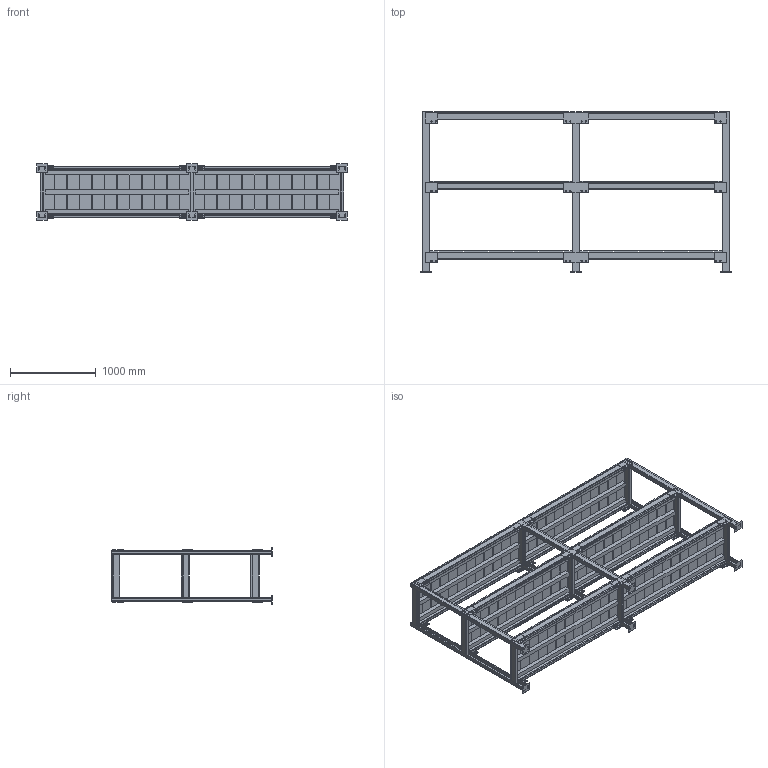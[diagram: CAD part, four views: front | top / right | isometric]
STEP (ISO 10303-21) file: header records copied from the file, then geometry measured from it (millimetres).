
FILE_DESCRIPTION (( 'STEP AP214' ), '1' );
FILE_NAME ('Modular Rack HAndry.STEP', '2021-07-13T14:26:55', ( '' ), ( '' ), 'SwSTEP 2.0', 'SolidWorks 2019', '' );
FILE_SCHEMA (( 'AUTOMOTIVE_DESIGN' ));
Length unit declared in the file: millimetre
Products named in the file (56): Bolt Asm^Rack SNL 07-2021-ASM; hex nut gradec_din_Hexagon Nut ISO 4034 - M8 - N; IntermediatePanel; Board; SidePanel; 1665 Ledger; hex screw gradec_din_DIN EN 24018 - M8 x 30-WN; Modular Rack HAndry; plain washer grade c_din_Washer DIN 126 - 9
Assembly tree (213 placements, depth 3):
  Modular Rack HAndry
    IntermediatePanel
    Board  x6
    SidePanel  x2
    1665 Ledger  x12
    Bolt Asm^Rack SNL 07-2021-ASM
      hex screw gradec_din_DIN EN 24018 - M8 x 30-WN
      plain washer grade c_din_Washer DIN 126 - 9
      hex nut gradec_din_Hexagon Nut ISO 4034 - M8 - N
    Bolt Asm^Rack SNL 07-2021-ASM
      hex screw gradec_din_DIN EN 24018 - M8 x 30-WN
      plain washer grade c_din_Washer DIN 126 - 9
      hex nut gradec_din_Hexagon Nut ISO 4034 - M8 - N
    Bolt Asm^Rack SNL 07-2021-ASM
      hex screw gradec_din_DIN EN 24018 - M8 x 30-WN
      plain washer grade c_din_Washer DIN 126 - 9
      hex nut gradec_din_Hexagon Nut ISO 4034 - M8 - N
    Bolt Asm^Rack SNL 07-2021-ASM
      hex screw gradec_din_DIN EN 24018 - M8 x 30-WN
      plain washer grade c_din_Washer DIN 126 - 9
      hex nut gradec_din_Hexagon Nut ISO 4034 - M8 - N
    Bolt Asm^Rack SNL 07-2021-ASM
      hex screw gradec_din_DIN EN 24018 - M8 x 30-WN
      plain washer grade c_din_Washer DIN 126 - 9
      hex nut gradec_din_Hexagon Nut ISO 4034 - M8 - N
    Bolt Asm^Rack SNL 07-2021-ASM
      hex screw gradec_din_DIN EN 24018 - M8 x 30-WN
      plain washer grade c_din_Washer DIN 126 - 9
      hex nut gradec_din_Hexagon Nut ISO 4034 - M8 - N
    Bolt Asm^Rack SNL 07-2021-ASM
      hex screw gradec_din_DIN EN 24018 - M8 x 30-WN
      plain washer grade c_din_Washer DIN 126 - 9
      hex nut gradec_din_Hexagon Nut ISO 4034 - M8 - N
    Bolt Asm^Rack SNL 07-2021-ASM
      hex screw gradec_din_DIN EN 24018 - M8 x 30-WN
      plain washer grade c_din_Washer DIN 126 - 9
      hex nut gradec_din_Hexagon Nut ISO 4034 - M8 - N
    Bolt Asm^Rack SNL 07-2021-ASM
      hex screw gradec_din_DIN EN 24018 - M8 x 30-WN
      plain washer grade c_din_Washer DIN 126 - 9
      hex nut gradec_din_Hexagon Nut ISO 4034 - M8 - N
    Bolt Asm^Rack SNL 07-2021-ASM
      hex screw gradec_din_DIN EN 24018 - M8 x 30-WN
      plain washer grade c_din_Washer DIN 126 - 9
      hex nut gradec_din_Hexagon Nut ISO 4034 - M8 - N
    Bolt Asm^Rack SNL 07-2021-ASM
      hex screw gradec_din_DIN EN 24018 - M8 x 30-WN
      plain washer grade c_din_Washer DIN 126 - 9
      hex nut gradec_din_Hexagon Nut ISO 4034 - M8 - N
    Bolt Asm^Rack SNL 07-2021-ASM
      hex screw gradec_din_DIN EN 24018 - M8 x 30-WN
      plain washer grade c_din_Washer DIN 126 - 9
      hex nut gradec_din_Hexagon Nut ISO 4034 - M8 - N
    Bolt Asm^Rack SNL 07-2021-ASM
      hex screw gradec_din_DIN EN 24018 - M8 x 30-WN
      plain washer grade c_din_Washer DIN 126 - 9
      hex nut gradec_din_Hexagon Nut ISO 4034 - M8 - N
    Bolt Asm^Rack SNL 07-2021-ASM
      hex screw gradec_din_DIN EN 24018 - M8 x 30-WN
      plain washer grade c_din_Washer DIN 126 - 9
Bounding box: 3610 x 1870 x 655 mm (x, y, z)
Volume: 191718035.4 mm3; surface area: 35889396.5 mm2
Topology: 309 solids, 309 shells, 4578 faces, 10104 edges, 6192 vertices
Faces by surface type: plane 2394, cone 1152, cylinder 1032
Entity records: 19196 total; most frequent: DIRECTION 3234, CARTESIAN_POINT 3159, ORIENTED_EDGE 2596, EDGE_CURVE 1298, AXIS2_PLACEMENT_3D 1169, LINE 896, VECTOR 896, VERTEX_POINT 854
